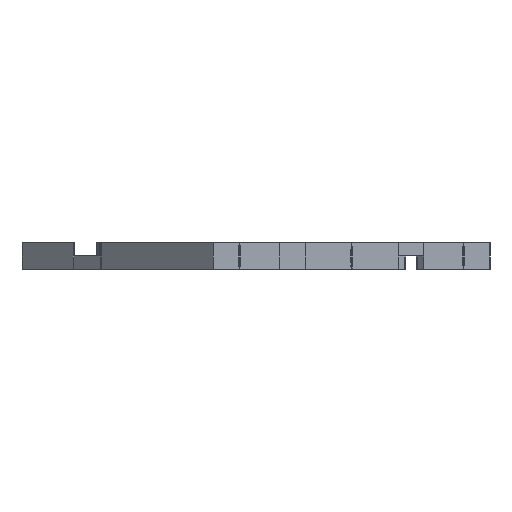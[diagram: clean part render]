
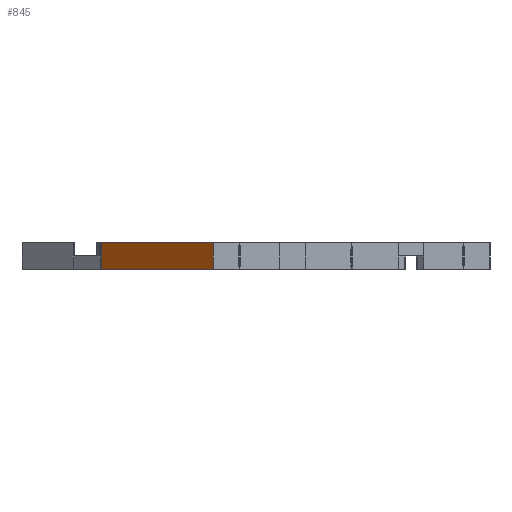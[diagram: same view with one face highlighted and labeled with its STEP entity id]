
A CAD part, left-side view. The second image highlights one B-rep face of the part: STEP entity #845.
In plain terms, the highlighted planar face has unit normal (-0.707, 0.707, 0).
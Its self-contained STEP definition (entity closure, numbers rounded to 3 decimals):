
#845=ADVANCED_FACE('',(#1501),#11579,.T.);
#1501=FACE_OUTER_BOUND('',#2265,.T.);
#2265=EDGE_LOOP('',(#5506,#5507,#5508,#5509));
#5506=ORIENTED_EDGE('',*,*,#7653,.T.);
#5507=ORIENTED_EDGE('',*,*,#7634,.T.);
#5508=ORIENTED_EDGE('',*,*,#7651,.F.);
#5509=ORIENTED_EDGE('',*,*,#7594,.F.);
#7594=EDGE_CURVE('',#10792,#10793,#9476,.T.);
#7634=EDGE_CURVE('',#10820,#10821,#9516,.T.);
#7651=EDGE_CURVE('',#10793,#10821,#9533,.T.);
#7653=EDGE_CURVE('',#10792,#10820,#9535,.T.);
#9476=B_SPLINE_CURVE_WITH_KNOTS('',1,(#19643,#19644),.UNSPECIFIED.,.F.,
 .F.,(2,2),(0.,100.),.UNSPECIFIED.);
#9516=B_SPLINE_CURVE_WITH_KNOTS('',1,(#19723,#19724),.UNSPECIFIED.,.F.,
 .F.,(2,2),(0.,100.),.UNSPECIFIED.);
#9533=B_SPLINE_CURVE_WITH_KNOTS('',1,(#19758,#19759,#19760),
 .UNSPECIFIED.,.F.,.F.,(2,1,2),(-1377.289,-950.,-522.711),
 .UNSPECIFIED.);
#9535=B_SPLINE_CURVE_WITH_KNOTS('',1,(#19764,#19765,#19766),
 .UNSPECIFIED.,.F.,.F.,(2,1,2),(-1374.492,-950.,-525.508),
 .UNSPECIFIED.);
#10792=VERTEX_POINT('',#19555);
#10793=VERTEX_POINT('',#19556);
#10820=VERTEX_POINT('',#19583);
#10821=VERTEX_POINT('',#19584);
#11579=PLANE('',#12135);
#12135=AXIS2_PLACEMENT_3D('',#19536,#12675,$);
#12675=DIRECTION('',(-0.707,0.707,0.));
#19536=CARTESIAN_POINT('',(20122.526,1353.254,0.));
#19555=CARTESIAN_POINT('',(19219.346,450.074,100.));
#19556=CARTESIAN_POINT('',(19219.346,450.074,0.));
#19583=CARTESIAN_POINT('',(19823.624,1054.353,100.));
#19584=CARTESIAN_POINT('',(19823.624,1054.353,0.));
#19643=CARTESIAN_POINT('',(19219.346,450.074,100.));
#19644=CARTESIAN_POINT('',(19219.346,450.074,0.));
#19723=CARTESIAN_POINT('',(19823.624,1054.353,100.));
#19724=CARTESIAN_POINT('',(19823.624,1054.353,0.));
#19758=CARTESIAN_POINT('',(19219.346,450.074,0.));
#19759=CARTESIAN_POINT('',(19521.485,752.214,0.));
#19760=CARTESIAN_POINT('',(19823.624,1054.353,0.));
#19764=CARTESIAN_POINT('',(19219.346,450.074,100.));
#19765=CARTESIAN_POINT('',(19521.485,752.214,100.));
#19766=CARTESIAN_POINT('',(19823.624,1054.353,100.));
